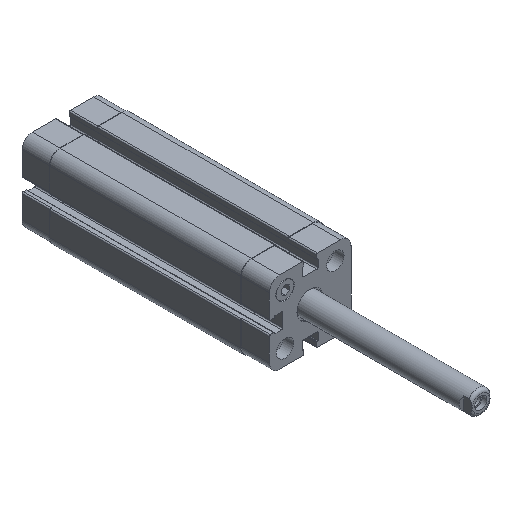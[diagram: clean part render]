
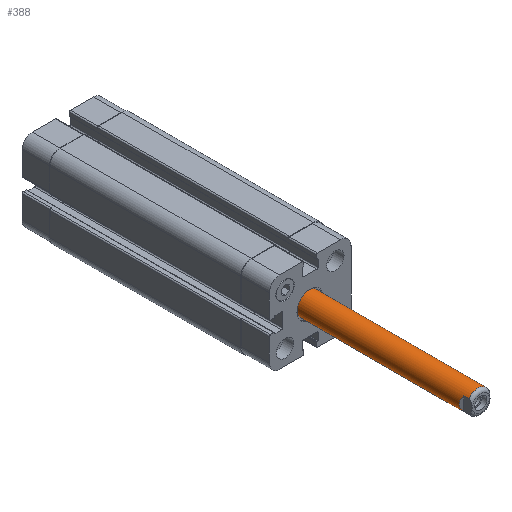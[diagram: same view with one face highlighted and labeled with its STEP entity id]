
A CAD part, isometric view. The second image highlights one B-rep face of the part: STEP entity #388.
In plain terms, the highlighted cylindrical face has radius 5 mm (diameter 10 mm), a full revolution.
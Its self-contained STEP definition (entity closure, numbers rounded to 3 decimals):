
#150=CARTESIAN_POINT('',(-4.,-125.1,3.));
#151=VERTEX_POINT('',#150);
#152=CARTESIAN_POINT('',(-4.,-127.2,3.));
#153=VERTEX_POINT('',#152);
#154=CARTESIAN_POINT('',(-4.,-125.1,3.));
#155=DIRECTION('',(0.0,-1.0,0.0));
#156=VECTOR('',#155,2.1);
#157=LINE('',#154,#156);
#158=EDGE_CURVE('',#151,#153,#157,.T.);
#160=CARTESIAN_POINT('',(-4.,-125.1,-3.));
#161=VERTEX_POINT('',#160);
#168=CARTESIAN_POINT('',(-4.,-127.2,-3.));
#169=VERTEX_POINT('',#168);
#170=CARTESIAN_POINT('',(-4.,-127.2,-3.));
#171=DIRECTION('',(0.0,1.0,0.0));
#172=VECTOR('',#171,2.1);
#173=LINE('',#170,#172);
#174=EDGE_CURVE('',#169,#161,#173,.T.);
#205=CARTESIAN_POINT('',(0.0,-129.1,0.0));
#206=DIRECTION('',(0.707,0.707,0.0));
#207=DIRECTION('',(0.707,-0.707,0.0));
#208=AXIS2_PLACEMENT_3D('',#205,#206,#207);
#209=ELLIPSE('',#208,7.071,5.);
#210=EDGE_CURVE('',#161,#151,#209,.T.);
#221=CARTESIAN_POINT('',(4.,-125.1,-3.));
#222=VERTEX_POINT('',#221);
#223=CARTESIAN_POINT('',(4.,-127.2,-3.));
#224=VERTEX_POINT('',#223);
#225=CARTESIAN_POINT('',(4.,-125.1,-3.));
#226=DIRECTION('',(0.0,-1.0,0.0));
#227=VECTOR('',#226,2.1);
#228=LINE('',#225,#227);
#229=EDGE_CURVE('',#222,#224,#228,.T.);
#231=CARTESIAN_POINT('',(4.,-125.1,3.));
#232=VERTEX_POINT('',#231);
#239=CARTESIAN_POINT('',(4.,-127.2,3.));
#240=VERTEX_POINT('',#239);
#241=CARTESIAN_POINT('',(4.,-127.2,3.));
#242=DIRECTION('',(0.0,1.0,0.0));
#243=VECTOR('',#242,2.1);
#244=LINE('',#241,#243);
#245=EDGE_CURVE('',#240,#232,#244,.T.);
#276=CARTESIAN_POINT('',(0.0,-129.1,0.0));
#277=DIRECTION('',(-0.707,0.707,0.0));
#278=DIRECTION('',(0.707,0.707,0.0));
#279=AXIS2_PLACEMENT_3D('',#276,#277,#278);
#280=ELLIPSE('',#279,7.071,5.);
#281=EDGE_CURVE('',#232,#222,#280,.T.);
#304=CARTESIAN_POINT('',(0.0,-127.2,0.0));
#305=DIRECTION('',(0.0,-1.0,0.0));
#306=DIRECTION('',(1.0,0.0,0.0));
#307=AXIS2_PLACEMENT_3D('',#304,#305,#306);
#308=CIRCLE('',#307,5.);
#309=EDGE_CURVE('',#169,#224,#308,.T.);
#312=CARTESIAN_POINT('',(0.0,-127.2,0.0));
#313=DIRECTION('',(0.0,-1.0,0.0));
#314=DIRECTION('',(1.0,0.0,0.0));
#315=AXIS2_PLACEMENT_3D('',#312,#313,#314);
#316=CIRCLE('',#315,5.);
#317=EDGE_CURVE('',#240,#153,#316,.T.);
#358=CARTESIAN_POINT('',(5.,-53.2,0.0));
#359=VERTEX_POINT('',#358);
#360=CARTESIAN_POINT('',(0.0,-53.2,0.0));
#361=DIRECTION('',(0.0,1.0,0.0));
#362=DIRECTION('',(1.0,0.0,0.0));
#363=AXIS2_PLACEMENT_3D('',#360,#361,#362);
#364=CIRCLE('',#363,5.);
#365=EDGE_CURVE('',#359,#359,#364,.T.);
#370=CARTESIAN_POINT('',(0.0,-90.6,0.0));
#371=DIRECTION('',(0.0,-1.0,0.0));
#372=DIRECTION('',(1.0,0.0,0.0));
#373=AXIS2_PLACEMENT_3D('',#370,#371,#372);
#374=CYLINDRICAL_SURFACE('',#373,5.);
#375=ORIENTED_EDGE('',*,*,#158,.T.);
#376=ORIENTED_EDGE('',*,*,#317,.F.);
#377=ORIENTED_EDGE('',*,*,#245,.T.);
#378=ORIENTED_EDGE('',*,*,#281,.T.);
#379=ORIENTED_EDGE('',*,*,#229,.T.);
#380=ORIENTED_EDGE('',*,*,#309,.F.);
#381=ORIENTED_EDGE('',*,*,#174,.T.);
#382=ORIENTED_EDGE('',*,*,#210,.T.);
#383=EDGE_LOOP('',(#375,#376,#377,#378,#379,#380,#381,#382));
#384=FACE_OUTER_BOUND('',#383,.T.);
#385=ORIENTED_EDGE('',*,*,#365,.F.);
#386=EDGE_LOOP('',(#385));
#387=FACE_BOUND('',#386,.T.);
#388=ADVANCED_FACE('',(#384,#387),#374,.T.);
